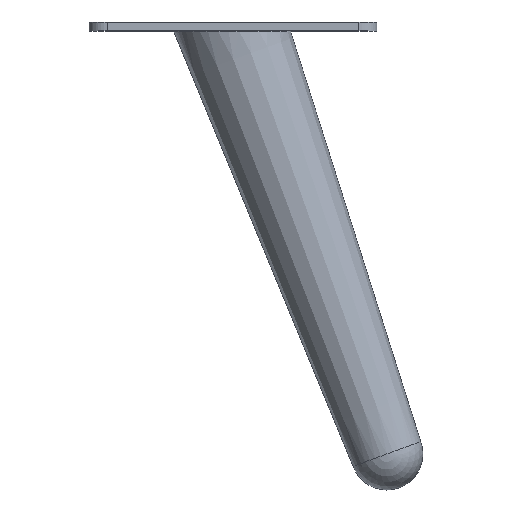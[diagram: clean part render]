
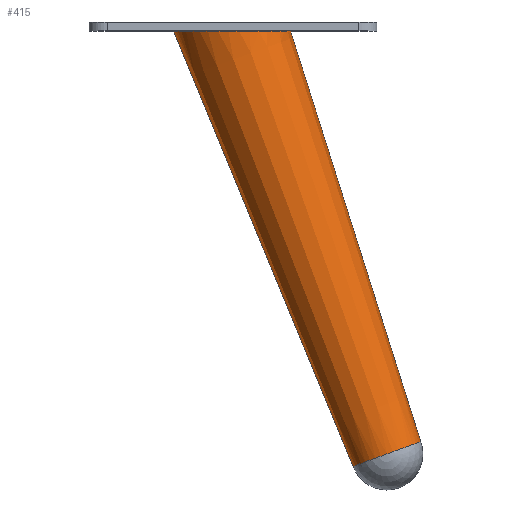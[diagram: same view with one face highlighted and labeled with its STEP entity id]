
A CAD part, top view. The second image highlights one B-rep face of the part: STEP entity #415.
In plain terms, the highlighted conical face has half-angle 2.411 degrees and reference radius 10 mm.
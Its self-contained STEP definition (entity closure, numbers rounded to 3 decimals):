
#3 = ORIENTED_EDGE ( 'NONE', *, *, #715, .F. ) ;
#21 = DIRECTION ( 'NONE',  ( -0.94, -0.342, 0. ) ) ;
#115 = DIRECTION ( 'NONE',  ( -0.302, 0.953, 0. ) ) ;
#143 = VECTOR ( 'NONE', #223, 1000. ) ;
#152 = VERTEX_POINT ( 'NONE', #356 ) ;
#196 = FACE_OUTER_BOUND ( 'NONE', #297, .T. ) ;
#209 = CARTESIAN_POINT ( 'NONE',  ( 52.163, -116.58, 0. ) ) ;
#221 = VERTEX_POINT ( 'NONE', #435 ) ;
#223 = DIRECTION ( 'NONE',  ( -0.381, 0.924, 0. ) ) ;
#224 = EDGE_CURVE ( 'NONE', #731, #290, #629, .T. ) ;
#231 = DIRECTION ( 'NONE',  ( -0.94, -0.342, 0. ) ) ;
#262 = LINE ( 'NONE', #209, #530 ) ;
#264 = ORIENTED_EDGE ( 'NONE', *, *, #702, .T. ) ;
#288 = ORIENTED_EDGE ( 'NONE', *, *, #224, .T. ) ;
#290 = VERTEX_POINT ( 'NONE', #532 ) ;
#297 = EDGE_LOOP ( 'NONE', ( #264, #454, #288, #3 ) ) ;
#320 = CARTESIAN_POINT ( 'NONE',  ( 16., -2.5, 30.535 ) ) ;
#356 = CARTESIAN_POINT ( 'NONE',  ( 52.163, -116.58, 0. ) ) ;
#402 = CARTESIAN_POINT ( 'NONE',  ( 16., -2.5, 0. ) ) ;
#415 = ADVANCED_FACE ( 'NONE', ( #196 ), #568, .T. ) ;
#435 = CARTESIAN_POINT ( 'NONE',  ( 33.37, -123.42, 0. ) ) ;
#454 = ORIENTED_EDGE ( 'NONE', *, *, #673, .T. ) ;
#467 = AXIS2_PLACEMENT_3D ( 'NONE', #523, #543, #21 ) ;
#505 = CIRCLE ( 'NONE', #570, 10. ) ;
#510 = LINE ( 'NONE', #622, #143 ) ;
#523 = CARTESIAN_POINT ( 'NONE',  ( 42.767, -120., 0. ) ) ;
#530 = VECTOR ( 'NONE', #115, 1000. ) ;
#532 = CARTESIAN_POINT ( 'NONE',  ( -16.498, -2.5, 0. ) ) ;
#543 = DIRECTION ( 'NONE',  ( -0.342, 0.94, 0. ) ) ;
#568 = CONICAL_SURFACE ( 'NONE', #467, 10., 0.042 ) ;
#570 = AXIS2_PLACEMENT_3D ( 'NONE', #741, #681, #231 ) ;
#622 = CARTESIAN_POINT ( 'NONE',  ( 33.37, -123.42, 0. ) ) ;
#629 =( BOUNDED_CURVE ( )  B_SPLINE_CURVE ( 3, ( #717, #320, #714, #658 ),
 .UNSPECIFIED., .F., .F. ) 
 B_SPLINE_CURVE_WITH_KNOTS ( ( 4, 4 ),
 ( 3.142, 6.283 ),
 .UNSPECIFIED. ) 
 CURVE ( )  GEOMETRIC_REPRESENTATION_ITEM ( )  RATIONAL_B_SPLINE_CURVE ( ( 1., 0.333, 0.333, 1. ) ) 
 REPRESENTATION_ITEM ( '' )  );
#658 = CARTESIAN_POINT ( 'NONE',  ( -16.498, -2.5, 0. ) ) ;
#673 = EDGE_CURVE ( 'NONE', #152, #731, #262, .T. ) ;
#681 = DIRECTION ( 'NONE',  ( -0.342, 0.94, 0. ) ) ;
#702 = EDGE_CURVE ( 'NONE', #221, #152, #505, .T. ) ;
#714 = CARTESIAN_POINT ( 'NONE',  ( -16.498, -2.5, 30.535 ) ) ;
#715 = EDGE_CURVE ( 'NONE', #221, #290, #510, .T. ) ;
#717 = CARTESIAN_POINT ( 'NONE',  ( 16., -2.5, 0. ) ) ;
#731 = VERTEX_POINT ( 'NONE', #402 ) ;
#741 = CARTESIAN_POINT ( 'NONE',  ( 42.767, -120., 0. ) ) ;
